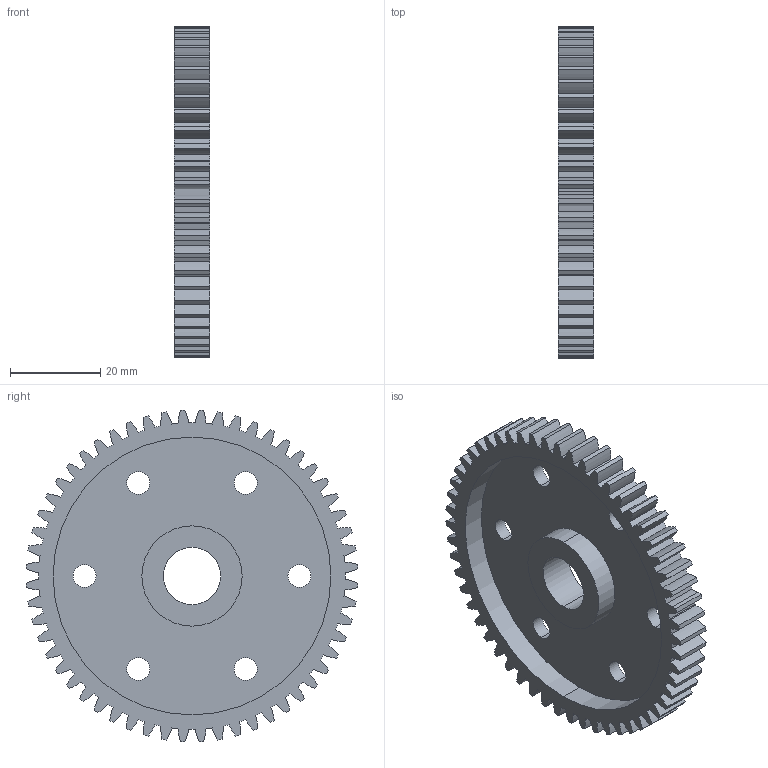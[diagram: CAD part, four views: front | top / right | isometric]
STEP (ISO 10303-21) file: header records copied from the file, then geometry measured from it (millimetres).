
FILE_DESCRIPTION (( 'STEP AP203' ), '1' );
FILE_NAME ('am-3712 56T 20dp 0.5 bore and BC.STEP', '2019-01-15T14:54:58', ( '' ), ( '' ), 'SwSTEP 2.0', 'SolidWorks 2018', '' );
FILE_SCHEMA (( 'CONFIG_CONTROL_DESIGN' ));
Length unit declared in the file: inch
Products named in the file (1): am-3712 56T 20dp 0.5 bore and BC
Bounding box: 7.94 x 73.59 x 73.59 mm (x, y, z)
Volume: 16609.1 mm3; surface area: 12958.1 mm2
Topology: 1 solids, 1 shells, 251 faces, 741 edges, 494 vertices
Faces by surface type: cylinder 247, plane 4
Entity records: 8796 total; most frequent: DIRECTION 1739, CARTESIAN_POINT 1487, ORIENTED_EDGE 1482, AXIS2_PLACEMENT_3D 746, EDGE_CURVE 741, VERTEX_POINT 494, CIRCLE 494, EDGE_LOOP 267
